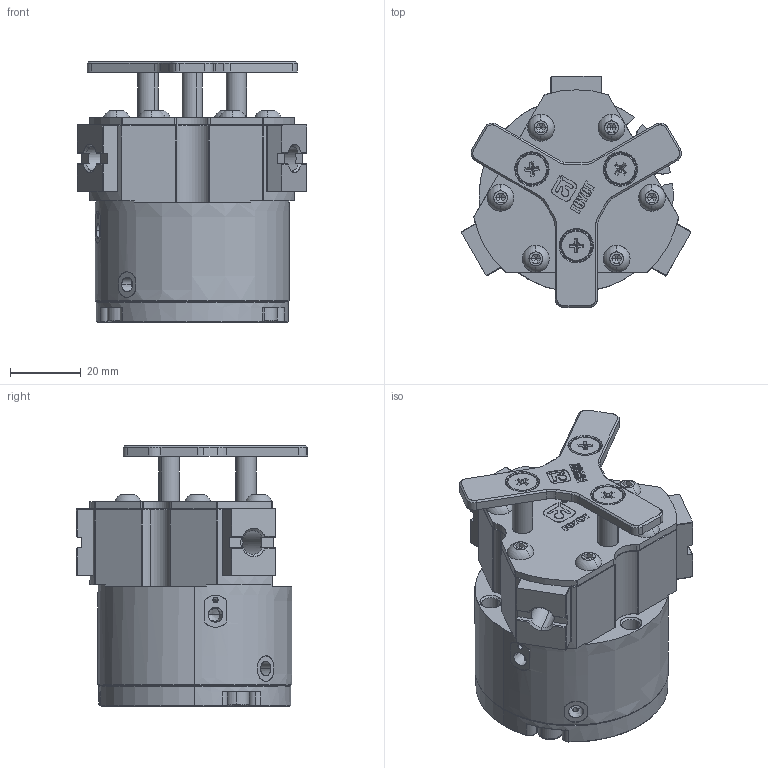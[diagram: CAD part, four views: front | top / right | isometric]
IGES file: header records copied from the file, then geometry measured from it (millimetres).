
Start section: SolidWorks IGES file using analytic representation for surfaces
Global section: file name: FY56N-D40-BTS.IGS; native system: SolidWorks 2020; preprocessor: SolidWorks 2020; author: Administrator; date: 231113.155659; units: millimetre
Bounding box: 65.2 x 65.53 x 74 mm (x, y, z)
Surface area: 55550.8 mm2 (no closed solid volume)
Topology: 0 solids, 0 shells, 1373 faces, 15678 edges, 15613 vertices
Faces by surface type: bspline 705, revolution 668
